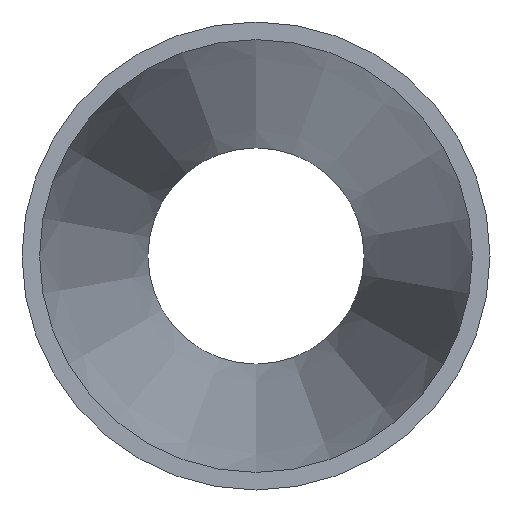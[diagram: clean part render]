
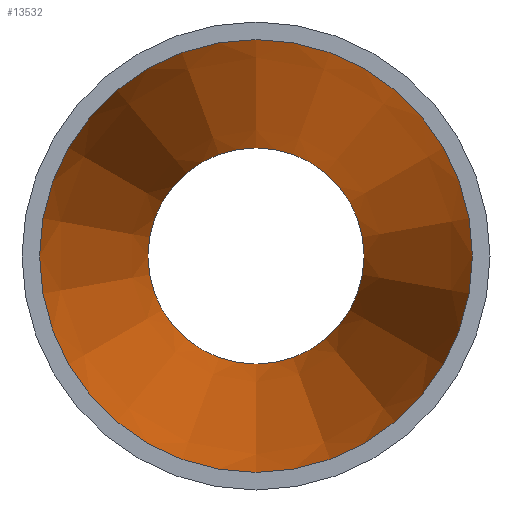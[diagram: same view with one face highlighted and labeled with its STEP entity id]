
A CAD part, front view. The second image highlights one B-rep face of the part: STEP entity #13532.
In plain terms, the highlighted conical face has half-angle 9.462 degrees and reference radius 24.972 mm.
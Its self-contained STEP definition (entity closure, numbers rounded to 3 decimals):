
#1086 = DIRECTION ( 'NONE',  ( 0., 0., -1. ) ) ;
#1581 = CIRCLE ( 'NONE', #3790, 12.472 ) ;
#1670 = ORIENTED_EDGE ( 'NONE', *, *, #10413, .T. ) ;
#1759 = VERTEX_POINT ( 'NONE', #1916 ) ;
#1916 = CARTESIAN_POINT ( 'NONE',  ( 0., 0., -24.972 ) ) ;
#1918 = CONICAL_SURFACE ( 'NONE', #4640, 24.972, 0.165 ) ;
#2753 = FACE_BOUND ( 'NONE', #5074, .T. ) ;
#3245 = ORIENTED_EDGE ( 'NONE', *, *, #8888, .F. ) ;
#3729 = DIRECTION ( 'NONE',  ( 0., -1., 0. ) ) ;
#3790 = AXIS2_PLACEMENT_3D ( 'NONE', #7843, #13912, #10183 ) ;
#4055 = CARTESIAN_POINT ( 'NONE',  ( 0., 0., 0. ) ) ;
#4640 = AXIS2_PLACEMENT_3D ( 'NONE', #4055, #13690, #13467 ) ;
#5074 = EDGE_LOOP ( 'NONE', ( #3245 ) ) ;
#5113 = AXIS2_PLACEMENT_3D ( 'NONE', #7206, #3729, #1086 ) ;
#6712 = CARTESIAN_POINT ( 'NONE',  ( 0., 75., -12.472 ) ) ;
#6829 = EDGE_LOOP ( 'NONE', ( #1670 ) ) ;
#7206 = CARTESIAN_POINT ( 'NONE',  ( 0., 0., 0. ) ) ;
#7843 = CARTESIAN_POINT ( 'NONE',  ( 0., 75., 0. ) ) ;
#8888 = EDGE_CURVE ( 'NONE', #12328, #12328, #1581, .T. ) ;
#10183 = DIRECTION ( 'NONE',  ( 0., 0., -1. ) ) ;
#10413 = EDGE_CURVE ( 'NONE', #1759, #1759, #11788, .T. ) ;
#11788 = CIRCLE ( 'NONE', #5113, 24.972 ) ;
#12328 = VERTEX_POINT ( 'NONE', #6712 ) ;
#12532 = FACE_OUTER_BOUND ( 'NONE', #6829, .T. ) ;
#13467 = DIRECTION ( 'NONE',  ( 0., 0., -1. ) ) ;
#13532 = ADVANCED_FACE ( 'NONE', ( #2753, #12532 ), #1918, .F. ) ;
#13690 = DIRECTION ( 'NONE',  ( 0., -1., 0. ) ) ;
#13912 = DIRECTION ( 'NONE',  ( 0., -1., 0. ) ) ;
